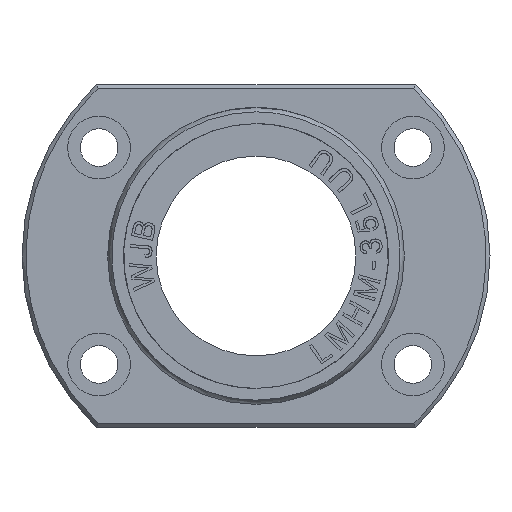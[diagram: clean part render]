
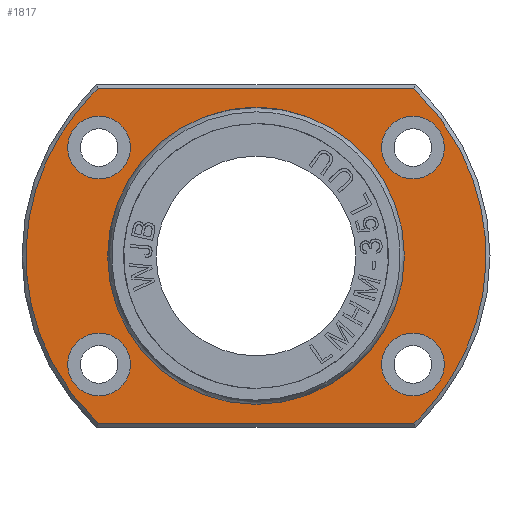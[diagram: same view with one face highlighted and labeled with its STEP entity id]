
A CAD part, left-side view. The second image highlights one B-rep face of the part: STEP entity #1817.
In plain terms, the highlighted planar face has unit normal (-1, 0, 0).
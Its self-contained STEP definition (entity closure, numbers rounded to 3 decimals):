
#164=PLANE('',#7740);
#490=FACE_BOUND('',#2667,.T.);
#491=FACE_BOUND('',#2668,.T.);
#492=FACE_BOUND('',#2669,.T.);
#493=FACE_BOUND('',#2670,.T.);
#494=FACE_BOUND('',#2671,.T.);
#495=FACE_BOUND('',#2672,.T.);
#1817=ADVANCED_FACE('',(#490,#491,#492,#493,#494,#495),#164,.T.);
#2667=EDGE_LOOP('',(#3937,#3938));
#2668=EDGE_LOOP('',(#3939,#3940));
#2669=EDGE_LOOP('',(#3941,#3942));
#2670=EDGE_LOOP('',(#3943,#3944));
#2671=EDGE_LOOP('',(#3945,#3946,#3947,#3948));
#2672=EDGE_LOOP('',(#3949,#3950));
#3117=B_SPLINE_CURVE_WITH_KNOTS('',3,(#9693,#9694,#9695,#9696,#9697,#9698,
#9699,#9700,#9701,#9702),.UNSPECIFIED.,.F.,.F.,(4,2,2,2,4),(0.,0.25,0.5,
0.75,1.),.UNSPECIFIED.);
#3212=B_SPLINE_CURVE_WITH_KNOTS('',3,(#11617,#11618,#11619,#11620,#11621,
#11622,#11623,#11624,#11625,#11626),.UNSPECIFIED.,.F.,.F.,(4,2,2,2,4),(0.,
0.25,0.5,0.75,1.),.UNSPECIFIED.);
#3213=B_SPLINE_CURVE_WITH_KNOTS('',3,(#11629,#11630,#11631,#11632),.UNSPECIFIED.,
 .F.,.F.,(4,4),(0.,1.),.UNSPECIFIED.);
#3214=B_SPLINE_CURVE_WITH_KNOTS('',3,(#11633,#11634,#11635,#11636),.UNSPECIFIED.,
 .F.,.F.,(4,4),(0.,1.),.UNSPECIFIED.);
#3215=B_SPLINE_CURVE_WITH_KNOTS('',3,(#11637,#11638,#11639,#11640,#11641,
#11642,#11643,#11644,#11645,#11646),.UNSPECIFIED.,.F.,.F.,(4,2,2,2,4),(0.,
0.25,0.5,0.75,1.),.UNSPECIFIED.);
#3216=B_SPLINE_CURVE_WITH_KNOTS('',3,(#11649,#11650,#11651,#11652,#11653,
#11654,#11655,#11656,#11657,#11658),.UNSPECIFIED.,.F.,.F.,(4,2,2,2,4),(0.,
0.25,0.5,0.75,1.),.UNSPECIFIED.);
#3937=ORIENTED_EDGE('',*,*,#6833,.F.);
#3938=ORIENTED_EDGE('',*,*,#6834,.F.);
#3939=ORIENTED_EDGE('',*,*,#6835,.F.);
#3940=ORIENTED_EDGE('',*,*,#6836,.F.);
#3941=ORIENTED_EDGE('',*,*,#6837,.F.);
#3942=ORIENTED_EDGE('',*,*,#6838,.F.);
#3943=ORIENTED_EDGE('',*,*,#6839,.F.);
#3944=ORIENTED_EDGE('',*,*,#6840,.F.);
#3945=ORIENTED_EDGE('',*,*,#6841,.F.);
#3946=ORIENTED_EDGE('',*,*,#6842,.F.);
#3947=ORIENTED_EDGE('',*,*,#6502,.F.);
#3948=ORIENTED_EDGE('',*,*,#6843,.F.);
#3949=ORIENTED_EDGE('',*,*,#6844,.T.);
#3950=ORIENTED_EDGE('',*,*,#6845,.T.);
#5766=VERTEX_POINT('',#9692);
#5767=VERTEX_POINT('',#9703);
#6095=VERTEX_POINT('',#11602);
#6096=VERTEX_POINT('',#11603);
#6097=VERTEX_POINT('',#11606);
#6098=VERTEX_POINT('',#11607);
#6099=VERTEX_POINT('',#11610);
#6100=VERTEX_POINT('',#11611);
#6101=VERTEX_POINT('',#11614);
#6102=VERTEX_POINT('',#11615);
#6103=VERTEX_POINT('',#11627);
#6104=VERTEX_POINT('',#11628);
#6105=VERTEX_POINT('',#11647);
#6106=VERTEX_POINT('',#11648);
#6502=EDGE_CURVE('',#5766,#5767,#3117,.T.);
#6833=EDGE_CURVE('',#6095,#6096,#7613,.T.);
#6834=EDGE_CURVE('',#6096,#6095,#7614,.T.);
#6835=EDGE_CURVE('',#6097,#6098,#7615,.T.);
#6836=EDGE_CURVE('',#6098,#6097,#7616,.T.);
#6837=EDGE_CURVE('',#6099,#6100,#7617,.T.);
#6838=EDGE_CURVE('',#6100,#6099,#7618,.T.);
#6839=EDGE_CURVE('',#6101,#6102,#7619,.T.);
#6840=EDGE_CURVE('',#6102,#6101,#7620,.T.);
#6841=EDGE_CURVE('',#6103,#6104,#3212,.T.);
#6842=EDGE_CURVE('',#5767,#6103,#3213,.T.);
#6843=EDGE_CURVE('',#6104,#5766,#3214,.T.);
#6844=EDGE_CURVE('',#6105,#6106,#3215,.T.);
#6845=EDGE_CURVE('',#6106,#6105,#3216,.T.);
#7613=CIRCLE('',#7732,5.5);
#7614=CIRCLE('',#7733,5.5);
#7615=CIRCLE('',#7734,5.5);
#7616=CIRCLE('',#7735,5.5);
#7617=CIRCLE('',#7736,5.5);
#7618=CIRCLE('',#7737,5.5);
#7619=CIRCLE('',#7738,5.5);
#7620=CIRCLE('',#7739,5.5);
#7732=AXIS2_PLACEMENT_3D('',#11601,#8424,#8425);
#7733=AXIS2_PLACEMENT_3D('',#11604,#8426,#8427);
#7734=AXIS2_PLACEMENT_3D('',#11605,#8428,#8429);
#7735=AXIS2_PLACEMENT_3D('',#11608,#8430,#8431);
#7736=AXIS2_PLACEMENT_3D('',#11609,#8432,#8433);
#7737=AXIS2_PLACEMENT_3D('',#11612,#8434,#8435);
#7738=AXIS2_PLACEMENT_3D('',#11613,#8436,#8437);
#7739=AXIS2_PLACEMENT_3D('',#11616,#8438,#8439);
#7740=AXIS2_PLACEMENT_3D('',#11659,#8440,#8441);
#8424=DIRECTION('',(-1.,0.,0.));
#8425=DIRECTION('',(0.,0.,1.));
#8426=DIRECTION('',(-1.,0.,0.));
#8427=DIRECTION('',(0.,0.,1.));
#8428=DIRECTION('',(-1.,0.,0.));
#8429=DIRECTION('',(0.,0.,1.));
#8430=DIRECTION('',(-1.,0.,0.));
#8431=DIRECTION('',(0.,0.,1.));
#8432=DIRECTION('',(-1.,0.,0.));
#8433=DIRECTION('',(0.,0.,1.));
#8434=DIRECTION('',(-1.,0.,0.));
#8435=DIRECTION('',(0.,0.,1.));
#8436=DIRECTION('',(-1.,0.,0.));
#8437=DIRECTION('',(0.,0.,1.));
#8438=DIRECTION('',(-1.,0.,0.));
#8439=DIRECTION('',(0.,0.,1.));
#8440=DIRECTION('',(-1.,0.,0.));
#8441=DIRECTION('',(0.,0.,1.));
#9692=CARTESIAN_POINT('',(0.,27.67,-29.3));
#9693=CARTESIAN_POINT('',(0.,27.669,-29.3));
#9694=CARTESIAN_POINT('',(0.,31.645,-25.546));
#9695=CARTESIAN_POINT('',(0.,34.844,-20.974));
#9696=CARTESIAN_POINT('',(0.,39.172,-10.932));
#9697=CARTESIAN_POINT('',(0.,40.3,-5.467));
#9698=CARTESIAN_POINT('',(0.,40.3,5.467));
#9699=CARTESIAN_POINT('',(0.,39.172,10.932));
#9700=CARTESIAN_POINT('',(0.,34.844,20.974));
#9701=CARTESIAN_POINT('',(0.,31.645,25.546));
#9702=CARTESIAN_POINT('',(0.,27.669,29.3));
#9703=CARTESIAN_POINT('',(0.,27.67,29.3));
#11601=CARTESIAN_POINT('',(0.,-27.5,19.));
#11602=CARTESIAN_POINT('',(0.,-27.5,24.5));
#11603=CARTESIAN_POINT('',(0.,-27.5,13.5));
#11604=CARTESIAN_POINT('',(0.,-27.5,19.));
#11605=CARTESIAN_POINT('',(0.,27.5,19.));
#11606=CARTESIAN_POINT('',(0.,27.5,24.5));
#11607=CARTESIAN_POINT('',(0.,27.5,13.5));
#11608=CARTESIAN_POINT('',(0.,27.5,19.));
#11609=CARTESIAN_POINT('',(0.,-27.5,-19.));
#11610=CARTESIAN_POINT('',(0.,-27.5,-13.5));
#11611=CARTESIAN_POINT('',(0.,-27.5,-24.5));
#11612=CARTESIAN_POINT('',(0.,-27.5,-19.));
#11613=CARTESIAN_POINT('',(0.,27.5,-19.));
#11614=CARTESIAN_POINT('',(0.,27.5,-13.5));
#11615=CARTESIAN_POINT('',(0.,27.5,-24.5));
#11616=CARTESIAN_POINT('',(0.,27.5,-19.));
#11617=CARTESIAN_POINT('',(0.,-27.669,29.3));
#11618=CARTESIAN_POINT('',(0.,-31.645,25.546));
#11619=CARTESIAN_POINT('',(0.,-34.844,20.974));
#11620=CARTESIAN_POINT('',(0.,-39.172,10.932));
#11621=CARTESIAN_POINT('',(0.,-40.3,5.467));
#11622=CARTESIAN_POINT('',(0.,-40.3,-5.467));
#11623=CARTESIAN_POINT('',(0.,-39.172,-10.932));
#11624=CARTESIAN_POINT('',(0.,-34.844,-20.974));
#11625=CARTESIAN_POINT('',(0.,-31.645,-25.546));
#11626=CARTESIAN_POINT('',(0.,-27.669,-29.3));
#11627=CARTESIAN_POINT('',(0.,-27.67,29.3));
#11628=CARTESIAN_POINT('',(0.,-27.67,-29.3));
#11629=CARTESIAN_POINT('',(0.,27.669,29.3));
#11630=CARTESIAN_POINT('',(0.,9.223,29.3));
#11631=CARTESIAN_POINT('',(0.,-9.223,29.3));
#11632=CARTESIAN_POINT('',(0.,-27.669,29.3));
#11633=CARTESIAN_POINT('',(0.,-27.669,-29.3));
#11634=CARTESIAN_POINT('',(0.,-9.223,-29.3));
#11635=CARTESIAN_POINT('',(0.,9.223,-29.3));
#11636=CARTESIAN_POINT('',(0.,27.669,-29.3));
#11637=CARTESIAN_POINT('',(0.,0.,25.714));
#11638=CARTESIAN_POINT('',(0.,-6.755,25.713));
#11639=CARTESIAN_POINT('',(0.,-13.409,22.956));
#11640=CARTESIAN_POINT('',(0.,-22.956,13.409));
#11641=CARTESIAN_POINT('',(0.,-25.714,6.751));
#11642=CARTESIAN_POINT('',(0.,-25.714,-6.751));
#11643=CARTESIAN_POINT('',(0.,-22.956,-13.409));
#11644=CARTESIAN_POINT('',(0.,-13.409,-22.956));
#11645=CARTESIAN_POINT('',(0.,-6.758,-25.713));
#11646=CARTESIAN_POINT('',(0.,0.,-25.714));
#11647=CARTESIAN_POINT('',(0.,0.,25.714));
#11648=CARTESIAN_POINT('',(0.,0.,-25.714));
#11649=CARTESIAN_POINT('',(0.,0.,-25.714));
#11650=CARTESIAN_POINT('',(0.,6.755,-25.713));
#11651=CARTESIAN_POINT('',(0.,13.409,-22.956));
#11652=CARTESIAN_POINT('',(0.,22.956,-13.409));
#11653=CARTESIAN_POINT('',(0.,25.714,-6.751));
#11654=CARTESIAN_POINT('',(0.,25.714,6.751));
#11655=CARTESIAN_POINT('',(0.,22.956,13.409));
#11656=CARTESIAN_POINT('',(0.,13.409,22.956));
#11657=CARTESIAN_POINT('',(0.,6.758,25.713));
#11658=CARTESIAN_POINT('',(0.,0.,25.714));
#11659=CARTESIAN_POINT('',(0.,-41.106,-40.3));
